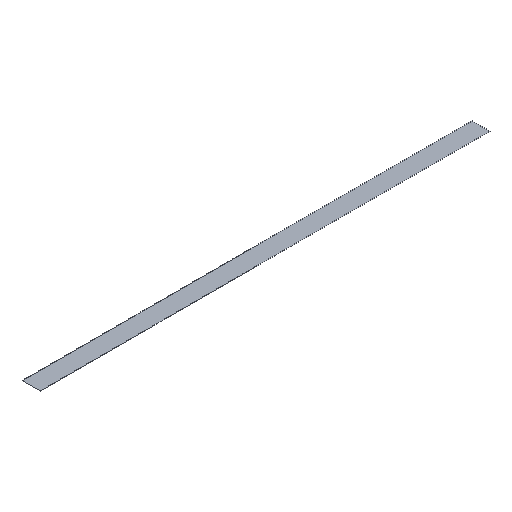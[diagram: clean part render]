
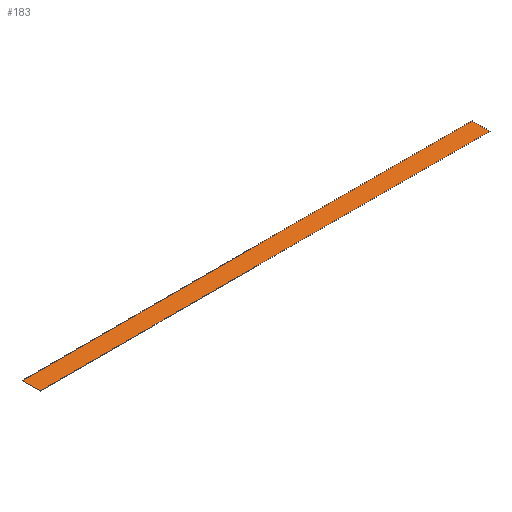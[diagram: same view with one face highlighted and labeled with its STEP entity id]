
A CAD part, isometric view. The second image highlights one B-rep face of the part: STEP entity #183.
In plain terms, the highlighted planar face has unit normal (0, 0, 1).
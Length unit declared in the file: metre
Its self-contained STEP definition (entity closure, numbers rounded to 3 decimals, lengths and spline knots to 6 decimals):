
#8 = VECTOR ( 'NONE', #43, 1. ) ;
#14 = DIRECTION ( 'NONE',  ( 1., 0., 0. ) ) ;
#30 = DIRECTION ( 'NONE',  ( 0., -1., 0. ) ) ;
#35 = ORIENTED_EDGE ( 'NONE', *, *, #134, .F. ) ;
#40 = VERTEX_POINT ( 'NONE', #126 ) ;
#41 = VERTEX_POINT ( 'NONE', #229 ) ;
#43 = DIRECTION ( 'NONE',  ( 1., 0., 0. ) ) ;
#50 = LINE ( 'NONE', #129, #92 ) ;
#52 = DIRECTION ( 'NONE',  ( 0., 0., -1. ) ) ;
#54 = DIRECTION ( 'NONE',  ( -1., 0., 0. ) ) ;
#56 = ORIENTED_EDGE ( 'NONE', *, *, #144, .T. ) ;
#59 = ORIENTED_EDGE ( 'NONE', *, *, #96, .F. ) ;
#61 = EDGE_LOOP ( 'NONE', ( #56, #35, #59, #80 ) ) ;
#80 = ORIENTED_EDGE ( 'NONE', *, *, #223, .T. ) ;
#92 = VECTOR ( 'NONE', #146, 1. ) ;
#95 = CARTESIAN_POINT ( 'NONE',  ( 0., 0., 0.01 ) ) ;
#96 = EDGE_CURVE ( 'NONE', #40, #169, #140, .T. ) ;
#108 = VECTOR ( 'NONE', #30, 1. ) ;
#126 = CARTESIAN_POINT ( 'NONE',  ( -125., 5., 0.01 ) ) ;
#129 = CARTESIAN_POINT ( 'NONE',  ( -125., 5., 0.01 ) ) ;
#132 = VECTOR ( 'NONE', #14, 1. ) ;
#134 = EDGE_CURVE ( 'NONE', #169, #150, #177, .T. ) ;
#140 = LINE ( 'NONE', #196, #8 ) ;
#144 = EDGE_CURVE ( 'NONE', #41, #150, #176, .T. ) ;
#146 = DIRECTION ( 'NONE',  ( 0., -1., 0. ) ) ;
#150 = VERTEX_POINT ( 'NONE', #230 ) ;
#156 = CARTESIAN_POINT ( 'NONE',  ( 125., 5., 0.01 ) ) ;
#160 = FACE_OUTER_BOUND ( 'NONE', #61, .T. ) ;
#169 = VERTEX_POINT ( 'NONE', #199 ) ;
#172 = AXIS2_PLACEMENT_3D ( 'NONE', #95, #52, #54 ) ;
#176 = LINE ( 'NONE', #210, #132 ) ;
#177 = LINE ( 'NONE', #156, #108 ) ;
#183 = ADVANCED_FACE ( 'NONE', ( #160 ), #235, .F. ) ;
#196 = CARTESIAN_POINT ( 'NONE',  ( -125., 5., 0.01 ) ) ;
#199 = CARTESIAN_POINT ( 'NONE',  ( 125., 5., 0.01 ) ) ;
#210 = CARTESIAN_POINT ( 'NONE',  ( -125., -5., 0.01 ) ) ;
#223 = EDGE_CURVE ( 'NONE', #40, #41, #50, .T. ) ;
#229 = CARTESIAN_POINT ( 'NONE',  ( -125., -5., 0.01 ) ) ;
#230 = CARTESIAN_POINT ( 'NONE',  ( 125., -5., 0.01 ) ) ;
#235 = PLANE ( 'NONE',  #172 ) ;
